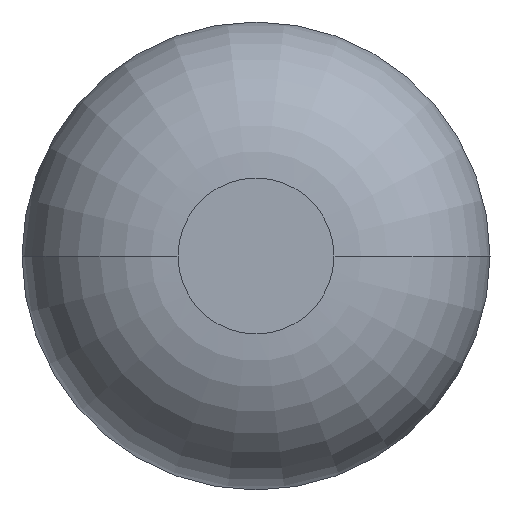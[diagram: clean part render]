
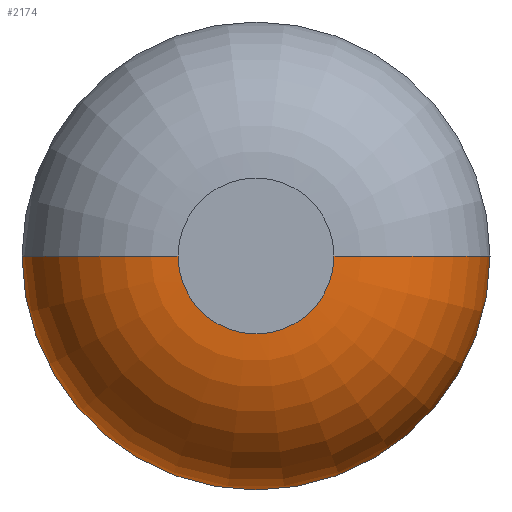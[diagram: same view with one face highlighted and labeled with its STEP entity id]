
A CAD part, front view. The second image highlights one B-rep face of the part: STEP entity #2174.
In plain terms, the highlighted toroidal (fillet/blend) face has major radius 0.125 mm and minor radius 0.25 mm.
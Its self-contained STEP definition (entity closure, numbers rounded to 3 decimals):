
#29 = EDGE_CURVE ( 'Defeature ausgef�hrt1_5+Defeature ausgef�hrt1_6+Defeature ausgef�hrt1_6+Defeature ausgef�hrt1_6', #1158, #1312, #3207, .T. ) ;
#115 = EDGE_CURVE ( 'NONE', #1158, #812, #1788, .T. ) ;
#153 = VERTEX_POINT ( 'NONE', #1849 ) ;
#221 = ORIENTED_EDGE ( 'NONE', *, *, #3191, .F. ) ;
#265 = EDGE_LOOP ( 'NONE', ( #2226, #751, #221, #1907 ) ) ;
#268 = TOROIDAL_SURFACE ( 'NONE', #2749, 0.125, 0.25 ) ;
#422 = DIRECTION ( 'NONE',  ( 1., 0., 0. ) ) ;
#455 = AXIS2_PLACEMENT_3D ( 'NONE', #1730, #2744, #2472 ) ;
#554 = CARTESIAN_POINT ( 'NONE',  ( 0.125, -19.7, 0. ) ) ;
#615 = CIRCLE ( 'NONE', #1057, 0.25 ) ;
#632 = AXIS2_PLACEMENT_3D ( 'NONE', #3167, #2851, #2605 ) ;
#733 = CARTESIAN_POINT ( 'NONE',  ( 0., -19.45, 0. ) ) ;
#751 = ORIENTED_EDGE ( 'NONE', *, *, #115, .T. ) ;
#812 = VERTEX_POINT ( 'NONE', #1721 ) ;
#1010 = DIRECTION ( 'NONE',  ( 0., 1., 0. ) ) ;
#1048 = CARTESIAN_POINT ( 'NONE',  ( -0.125, -19.7, 0. ) ) ;
#1057 = AXIS2_PLACEMENT_3D ( 'NONE', #2383, #2992, #2440 ) ;
#1158 = VERTEX_POINT ( 'NONE', #1048 ) ;
#1312 = VERTEX_POINT ( 'NONE', #554 ) ;
#1721 = CARTESIAN_POINT ( 'NONE',  ( -0.375, -19.45, 0. ) ) ;
#1730 = CARTESIAN_POINT ( 'NONE',  ( 0., -19.7, 0. ) ) ;
#1788 = CIRCLE ( 'NONE', #632, 0.25 ) ;
#1849 = CARTESIAN_POINT ( 'NONE',  ( 0.375, -19.45, 0. ) ) ;
#1907 = ORIENTED_EDGE ( 'NONE', *, *, #2783, .F. ) ;
#2174 = ADVANCED_FACE ( 'Defeature ausgef�hrt1_6', ( #2403 ), #268, .T. ) ;
#2226 = ORIENTED_EDGE ( 'NONE', *, *, #29, .F. ) ;
#2383 = CARTESIAN_POINT ( 'NONE',  ( 0.125, -19.45, 0. ) ) ;
#2403 = FACE_OUTER_BOUND ( 'NONE', #265, .T. ) ;
#2440 = DIRECTION ( 'NONE',  ( 1., 0., 0. ) ) ;
#2472 = DIRECTION ( 'NONE',  ( 1., 0., 0. ) ) ;
#2497 = CARTESIAN_POINT ( 'NONE',  ( 0., -19.45, 0. ) ) ;
#2605 = DIRECTION ( 'NONE',  ( -1., 0., 0. ) ) ;
#2629 = DIRECTION ( 'NONE',  ( 1., 0., 0. ) ) ;
#2744 = DIRECTION ( 'NONE',  ( 0., -1., 0. ) ) ;
#2749 = AXIS2_PLACEMENT_3D ( 'NONE', #2497, #3026, #422 ) ;
#2783 = EDGE_CURVE ( 'NONE', #1312, #153, #615, .T. ) ;
#2851 = DIRECTION ( 'NONE',  ( 0., 0., -1. ) ) ;
#2984 = AXIS2_PLACEMENT_3D ( 'NONE', #733, #1010, #2629 ) ;
#2992 = DIRECTION ( 'NONE',  ( 0., 0., 1. ) ) ;
#3026 = DIRECTION ( 'NONE',  ( 0., 1., 0. ) ) ;
#3167 = CARTESIAN_POINT ( 'NONE',  ( -0.125, -19.45, 0. ) ) ;
#3191 = EDGE_CURVE ( 'Defeature ausgef�hrt1_7+Defeature ausgef�hrt1_6+Defeature ausgef�hrt1_6+Defeature ausgef�hrt1_6', #153, #812, #3418, .T. ) ;
#3207 = CIRCLE ( 'NONE', #455, 0.125 ) ;
#3418 = CIRCLE ( 'NONE', #2984, 0.375 ) ;
